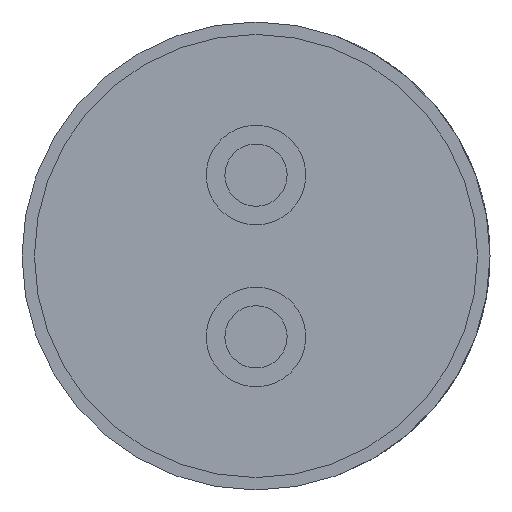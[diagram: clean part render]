
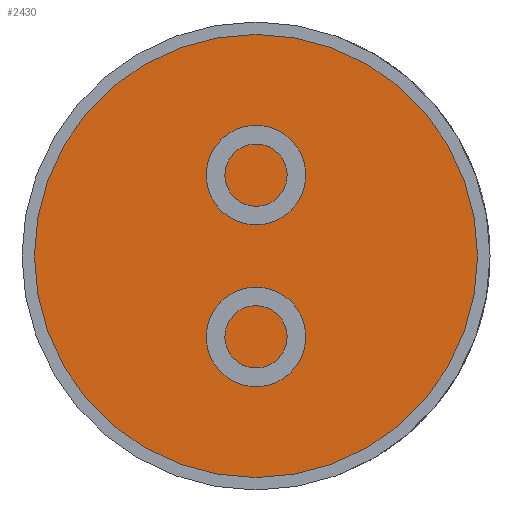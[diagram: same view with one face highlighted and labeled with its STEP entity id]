
A CAD part, front view. The second image highlights one B-rep face of the part: STEP entity #2430.
In plain terms, the highlighted planar face has unit normal (0, -1, 0).
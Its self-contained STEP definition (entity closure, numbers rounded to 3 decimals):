
#11 = PLANE ( 'NONE',  #1200 ) ;
#87 = EDGE_LOOP ( 'NONE', ( #1084, #1114 ) ) ;
#146 = EDGE_CURVE ( 'NONE', #1962, #890, #1469, .T. ) ;
#757 = CIRCLE ( 'NONE', #2307, 17.8 ) ;
#890 = VERTEX_POINT ( 'NONE', #2287 ) ;
#928 = CARTESIAN_POINT ( 'NONE',  ( 0., 3., 0. ) ) ;
#1084 = ORIENTED_EDGE ( 'NONE', *, *, #146, .T. ) ;
#1114 = ORIENTED_EDGE ( 'NONE', *, *, #1372, .T. ) ;
#1186 = DIRECTION ( 'NONE',  ( 0., -1., 0. ) ) ;
#1191 = FACE_OUTER_BOUND ( 'NONE', #87, .T. ) ;
#1200 = AXIS2_PLACEMENT_3D ( 'NONE', #1422, #2462, #1268 ) ;
#1268 = DIRECTION ( 'NONE',  ( 0., 0., -1. ) ) ;
#1362 = AXIS2_PLACEMENT_3D ( 'NONE', #1783, #1186, #1593 ) ;
#1372 = EDGE_CURVE ( 'NONE', #890, #1962, #757, .T. ) ;
#1422 = CARTESIAN_POINT ( 'NONE',  ( 0., 3., 0. ) ) ;
#1469 = CIRCLE ( 'NONE', #1362, 17.8 ) ;
#1544 = DIRECTION ( 'NONE',  ( 0., 0., -1. ) ) ;
#1593 = DIRECTION ( 'NONE',  ( 0., 0., -1. ) ) ;
#1783 = CARTESIAN_POINT ( 'NONE',  ( 0., 3., 0. ) ) ;
#1901 = DIRECTION ( 'NONE',  ( 0., -1., 0. ) ) ;
#1962 = VERTEX_POINT ( 'NONE', #2448 ) ;
#2287 = CARTESIAN_POINT ( 'NONE',  ( 0., 3., 17.8 ) ) ;
#2307 = AXIS2_PLACEMENT_3D ( 'NONE', #928, #1901, #1544 ) ;
#2430 = ADVANCED_FACE ( 'NONE', ( #1191 ), #11, .T. ) ;
#2448 = CARTESIAN_POINT ( 'NONE',  ( 0., 3., -17.8 ) ) ;
#2462 = DIRECTION ( 'NONE',  ( 0., -1., 0. ) ) ;
